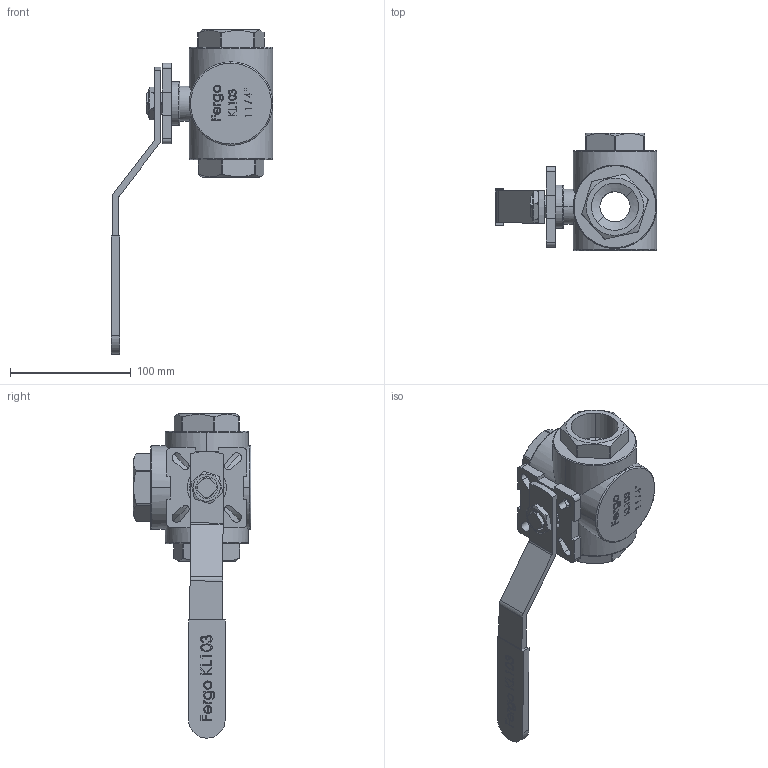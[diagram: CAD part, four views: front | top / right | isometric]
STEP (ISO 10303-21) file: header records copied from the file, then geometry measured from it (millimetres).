
FILE_DESCRIPTION (( 'STEP AP214' ), '1' );
FILE_NAME ('KL103-3-Wege-Kugelhahn-¹ ¹/4-Zoll-PN63-Handhebel-Fergo.STEP', '2022-10-13T10:11:44', ( '' ), ( '' ), 'SwSTEP 2.0', 'SolidWorks 2022', '' );
FILE_SCHEMA (( 'AUTOMOTIVE_DESIGN' ));
Length unit declared in the file: millimetre
Products named in the file (1): KL103-3-Wege-Kugelhahn-¹ ¹⁄₄-Zoll-PN63-Handhebel-Fergo
Bounding box: 133.55 x 97.5 x 268.41 mm (x, y, z)
Volume: 313660 mm3; surface area: 119998 mm2
Topology: 1 solids, 1 shells, 348 faces, 1060 edges, 775 vertices
Faces by surface type: plane 181, cylinder 122, cone 35, torus 10
Entity records: 13149 total; most frequent: CARTESIAN_POINT 3891, ORIENTED_EDGE 2120, DIRECTION 1679, EDGE_CURVE 1060, VERTEX_POINT 775, AXIS2_PLACEMENT_3D 627, VECTOR 425, LINE 425
